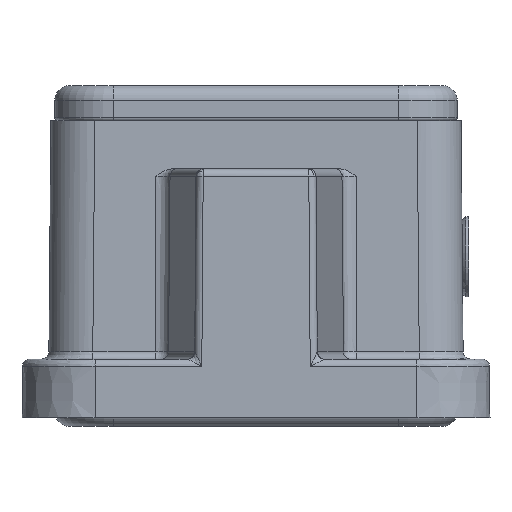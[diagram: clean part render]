
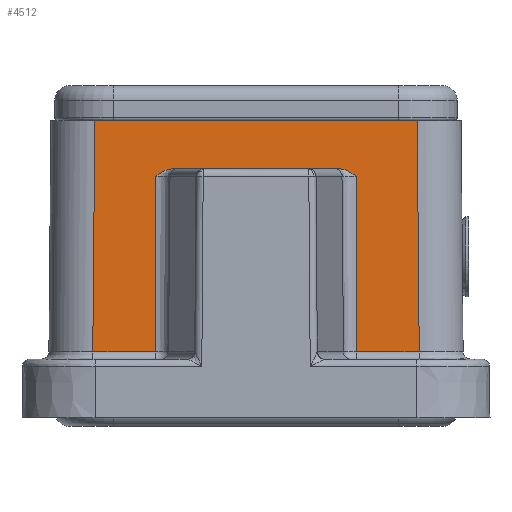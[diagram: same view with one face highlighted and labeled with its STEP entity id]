
A CAD part, left-side view. The second image highlights one B-rep face of the part: STEP entity #4512.
In plain terms, the highlighted planar face has unit normal (-1, 0, 0.009).
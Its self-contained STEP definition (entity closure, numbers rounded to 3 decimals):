
#2331 = VERTEX_POINT ( 'NONE', #8475 ) ;
#2338 = VERTEX_POINT ( 'NONE', #8218 ) ;
#4344 = VERTEX_POINT ( 'NONE', #18471 ) ;
#4347 = EDGE_CURVE ( 'NONE', #4348, #4344, #18462, .T. ) ;
#4348 = VERTEX_POINT ( 'NONE', #18473 ) ;
#4351 = EDGE_CURVE ( 'NONE', #4387, #4348, #18512, .T. ) ;
#4387 = VERTEX_POINT ( 'NONE', #18569 ) ;
#4393 = VERTEX_POINT ( 'NONE', #18649 ) ;
#4404 = EDGE_CURVE ( 'NONE', #4407, #4393, #18704, .T. ) ;
#4407 = VERTEX_POINT ( 'NONE', #18668 ) ;
#4420 = VERTEX_POINT ( 'NONE', #18654 ) ;
#4468 = EDGE_CURVE ( 'NONE', #4420, #4407, #18848, .T. ) ;
#4496 = ORIENTED_EDGE ( 'NONE', *, *, #4529, .F. ) ;
#4497 = EDGE_CURVE ( 'NONE', #2331, #2338, #19753, .T. ) ;
#4512 = ADVANCED_FACE ( 'NONE', ( #19786 ), #19779, .F. ) ;
#4519 = ORIENTED_EDGE ( 'NONE', *, *, #4404, .F. ) ;
#4520 = ORIENTED_EDGE ( 'NONE', *, *, #4468, .F. ) ;
#4528 = ORIENTED_EDGE ( 'NONE', *, *, #4351, .F. ) ;
#4529 = EDGE_CURVE ( 'NONE', #4393, #4387, #19812, .T. ) ;
#4530 = ORIENTED_EDGE ( 'NONE', *, *, #4776, .F. ) ;
#4531 = ORIENTED_EDGE ( 'NONE', *, *, #4578, .T. ) ;
#4532 = ORIENTED_EDGE ( 'NONE', *, *, #4497, .F. ) ;
#4535 = ORIENTED_EDGE ( 'NONE', *, *, #4347, .F. ) ;
#4571 = EDGE_CURVE ( 'NONE', #4579, #4757, #19880, .T. ) ;
#4578 = EDGE_CURVE ( 'NONE', #4579, #4344, #19915, .T. ) ;
#4579 = VERTEX_POINT ( 'NONE', #20125 ) ;
#4580 = EDGE_CURVE ( 'NONE', #4420, #2338, #19914, .T. ) ;
#4585 = EDGE_LOOP ( 'NONE', ( #4528, #4496, #4519, #4520, #4600, #4532, #4530, #4592, #4531, #4535 ) ) ;
#4592 = ORIENTED_EDGE ( 'NONE', *, *, #4571, .F. ) ;
#4600 = ORIENTED_EDGE ( 'NONE', *, *, #4580, .T. ) ;
#4757 = VERTEX_POINT ( 'NONE', #9065 ) ;
#4776 = EDGE_CURVE ( 'NONE', #4757, #2331, #9141, .T. ) ;
#8218 = CARTESIAN_POINT ( 'NONE',  ( -14.159, -11.159, -17.504 ) ) ;
#8475 = CARTESIAN_POINT ( 'NONE',  ( -14.021, -11.021, -1.7 ) ) ;
#9065 = CARTESIAN_POINT ( 'NONE',  ( -14.021, 11.021, -1.7 ) ) ;
#9130 = DIRECTION ( 'NONE',  ( 0., -1., 0. ) ) ;
#9131 = VECTOR ( 'NONE', #9130, 1000. ) ;
#9132 = CARTESIAN_POINT ( 'NONE',  ( -14.021, 12.823, -1.7 ) ) ;
#9141 = LINE ( 'NONE', #9132, #9131 ) ;
#18455 = DIRECTION ( 'NONE',  ( -0.009, 0., -1. ) ) ;
#18456 = VECTOR ( 'NONE', #18455, 1000. ) ;
#18461 = CARTESIAN_POINT ( 'NONE',  ( -14.05, 6.858, -5. ) ) ;
#18462 = LINE ( 'NONE', #18461, #18456 ) ;
#18471 = CARTESIAN_POINT ( 'NONE',  ( -14.159, 6.858, -17.504 ) ) ;
#18473 = CARTESIAN_POINT ( 'NONE',  ( -14.054, 6.858, -5.496 ) ) ;
#18487 = CARTESIAN_POINT ( 'NONE',  ( -14.054, 6.858, -5.496 ) ) ;
#18488 = CARTESIAN_POINT ( 'NONE',  ( -14.054, 6.731, -5.405 ) ) ;
#18489 = CARTESIAN_POINT ( 'NONE',  ( -14.053, 6.633, -5.338 ) ) ;
#18490 = CARTESIAN_POINT ( 'NONE',  ( -14.053, 6.563, -5.294 ) ) ;
#18491 = CARTESIAN_POINT ( 'NONE',  ( -14.053, 6.559, -5.291 ) ) ;
#18492 = CARTESIAN_POINT ( 'NONE',  ( -14.053, 6.552, -5.287 ) ) ;
#18493 = CARTESIAN_POINT ( 'NONE',  ( -14.052, 6.543, -5.281 ) ) ;
#18494 = CARTESIAN_POINT ( 'NONE',  ( -14.052, 6.522, -5.268 ) ) ;
#18495 = CARTESIAN_POINT ( 'NONE',  ( -14.052, 6.503, -5.257 ) ) ;
#18496 = CARTESIAN_POINT ( 'NONE',  ( -14.052, 6.467, -5.235 ) ) ;
#18497 = CARTESIAN_POINT ( 'NONE',  ( -14.052, 6.443, -5.221 ) ) ;
#18498 = CARTESIAN_POINT ( 'NONE',  ( -14.052, 6.372, -5.181 ) ) ;
#18499 = CARTESIAN_POINT ( 'NONE',  ( -14.051, 6.326, -5.157 ) ) ;
#18500 = CARTESIAN_POINT ( 'NONE',  ( -14.051, 6.236, -5.114 ) ) ;
#18501 = CARTESIAN_POINT ( 'NONE',  ( -14.051, 6.192, -5.096 ) ) ;
#18502 = CARTESIAN_POINT ( 'NONE',  ( -14.05, 6.103, -5.062 ) ) ;
#18503 = CARTESIAN_POINT ( 'NONE',  ( -14.05, 6.058, -5.048 ) ) ;
#18508 = CARTESIAN_POINT ( 'NONE',  ( -14.05, 5.923, -5.013 ) ) ;
#18509 = CARTESIAN_POINT ( 'NONE',  ( -14.05, 5.833, -5. ) ) ;
#18510 = CARTESIAN_POINT ( 'NONE',  ( -14.05, 5.746, -5. ) ) ;
#18512 = B_SPLINE_CURVE_WITH_KNOTS ( 'NONE', 3,
 ( #18510, #18509, #18508, #18503, #18502, #18501, #18500, #18499, #18498, #18497, #18496, #18495, #18494, #18493, #18492, #18491, #18490, #18489, #18488, #18487 ),
 .UNSPECIFIED., .F., .F.,
 ( 4, 2, 2, 2, 2, 2, 1, 1, 2, 2, 4 ),
 ( 0., 0.25, 0.375, 0.5, 0.625, 0.687, 0.719, 0.734, 0.742, 0.75, 1. ),
 .UNSPECIFIED. ) ;
#18569 = CARTESIAN_POINT ( 'NONE',  ( -14.05, 5.746, -5. ) ) ;
#18649 = CARTESIAN_POINT ( 'NONE',  ( -14.05, -5.746, -5. ) ) ;
#18654 = CARTESIAN_POINT ( 'NONE',  ( -14.159, -6.858, -17.504 ) ) ;
#18668 = CARTESIAN_POINT ( 'NONE',  ( -14.054, -6.858, -5.496 ) ) ;
#18680 = CARTESIAN_POINT ( 'NONE',  ( -14.05, -5.746, -5. ) ) ;
#18681 = CARTESIAN_POINT ( 'NONE',  ( -14.05, -5.92, -5. ) ) ;
#18682 = CARTESIAN_POINT ( 'NONE',  ( -14.05, -6.105, -5.052 ) ) ;
#18683 = CARTESIAN_POINT ( 'NONE',  ( -14.051, -6.326, -5.157 ) ) ;
#18684 = CARTESIAN_POINT ( 'NONE',  ( -14.052, -6.373, -5.181 ) ) ;
#18685 = CARTESIAN_POINT ( 'NONE',  ( -14.052, -6.468, -5.234 ) ) ;
#18686 = CARTESIAN_POINT ( 'NONE',  ( -14.052, -6.516, -5.264 ) ) ;
#18687 = CARTESIAN_POINT ( 'NONE',  ( -14.053, -6.569, -5.298 ) ) ;
#18688 = CARTESIAN_POINT ( 'NONE',  ( -14.053, -6.57, -5.298 ) ) ;
#18689 = CARTESIAN_POINT ( 'NONE',  ( -14.053, -6.574, -5.301 ) ) ;
#18690 = CARTESIAN_POINT ( 'NONE',  ( -14.053, -6.581, -5.305 ) ) ;
#18691 = CARTESIAN_POINT ( 'NONE',  ( -14.053, -6.597, -5.316 ) ) ;
#18692 = CARTESIAN_POINT ( 'NONE',  ( -14.053, -6.612, -5.326 ) ) ;
#18693 = CARTESIAN_POINT ( 'NONE',  ( -14.053, -6.643, -5.346 ) ) ;
#18694 = CARTESIAN_POINT ( 'NONE',  ( -14.053, -6.666, -5.361 ) ) ;
#18700 = CARTESIAN_POINT ( 'NONE',  ( -14.054, -6.739, -5.411 ) ) ;
#18701 = CARTESIAN_POINT ( 'NONE',  ( -14.054, -6.795, -5.451 ) ) ;
#18702 = CARTESIAN_POINT ( 'NONE',  ( -14.054, -6.858, -5.496 ) ) ;
#18704 = B_SPLINE_CURVE_WITH_KNOTS ( 'NONE', 3,
 ( #18702, #18701, #18700, #18694, #18693, #18692, #18691, #18690, #18689, #18688, #18687, #18686, #18685, #18684, #18683, #18682, #18681, #18680 ),
 .UNSPECIFIED., .F., .F.,
 ( 4, 2, 2, 1, 1, 2, 2, 2, 2, 4 ),
 ( 0., 0.125, 0.187, 0.219, 0.234, 0.242, 0.25, 0.375, 0.5, 1. ),
 .UNSPECIFIED. ) ;
#18833 = VECTOR ( 'NONE', #18840, 1000. ) ;
#18837 = CARTESIAN_POINT ( 'NONE',  ( -14.05, -6.858, -5. ) ) ;
#18840 = DIRECTION ( 'NONE',  ( 0.009, 0., 1. ) ) ;
#18848 = LINE ( 'NONE', #18837, #18833 ) ;
#19742 = VECTOR ( 'NONE', #19765, 1000. ) ;
#19743 = CARTESIAN_POINT ( 'NONE',  ( -14.021, -11.021, -1.7 ) ) ;
#19753 = LINE ( 'NONE', #19743, #19742 ) ;
#19765 = DIRECTION ( 'NONE',  ( -0.009, -0.009, -1. ) ) ;
#19779 = PLANE ( 'NONE',  #19801 ) ;
#19783 = DIRECTION ( 'NONE',  ( 1., 0., -0.009 ) ) ;
#19786 = FACE_OUTER_BOUND ( 'NONE', #4585, .T. ) ;
#19787 = DIRECTION ( 'NONE',  ( -0.009, 0., -1. ) ) ;
#19801 = AXIS2_PLACEMENT_3D ( 'NONE', #19810, #19783, #19787 ) ;
#19810 = CARTESIAN_POINT ( 'NONE',  ( -14.05, 12.823, -5. ) ) ;
#19812 = LINE ( 'NONE', #19837, #19832 ) ;
#19831 = DIRECTION ( 'NONE',  ( 0., 1., 0. ) ) ;
#19832 = VECTOR ( 'NONE', #19831, 1000. ) ;
#19837 = CARTESIAN_POINT ( 'NONE',  ( -14.05, 0., -5. ) ) ;
#19875 = CARTESIAN_POINT ( 'NONE',  ( -14.159, 11.159, -17.504 ) ) ;
#19880 = B_SPLINE_CURVE_WITH_KNOTS ( 'NONE', 3,
 ( #19875, #19895, #19894, #19893 ),
 .UNSPECIFIED., .F., .F.,
 ( 4, 4 ),
 ( 0., 1. ),
 .UNSPECIFIED. ) ;
#19893 = CARTESIAN_POINT ( 'NONE',  ( -14.021, 11.021, -1.7 ) ) ;
#19894 = CARTESIAN_POINT ( 'NONE',  ( -14.067, 11.067, -6.968 ) ) ;
#19895 = CARTESIAN_POINT ( 'NONE',  ( -14.113, 11.113, -12.236 ) ) ;
#19913 = CARTESIAN_POINT ( 'NONE',  ( -14.159, -4.108, -17.504 ) ) ;
#19914 = LINE ( 'NONE', #19913, #20025 ) ;
#19915 = LINE ( 'NONE', #19987, #19986 ) ;
#19984 = DIRECTION ( 'NONE',  ( 0., -1., 0. ) ) ;
#19986 = VECTOR ( 'NONE', #19984, 1000. ) ;
#19987 = CARTESIAN_POINT ( 'NONE',  ( -14.159, 4.123, -17.504 ) ) ;
#20023 = DIRECTION ( 'NONE',  ( 0., -1., 0. ) ) ;
#20025 = VECTOR ( 'NONE', #20023, 1000. ) ;
#20125 = CARTESIAN_POINT ( 'NONE',  ( -14.159, 11.159, -17.504 ) ) ;
